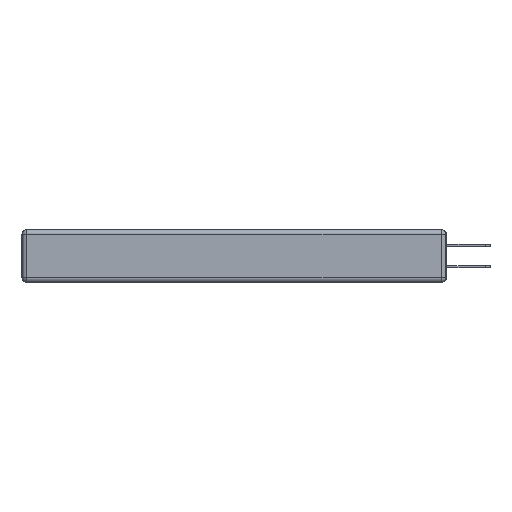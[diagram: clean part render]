
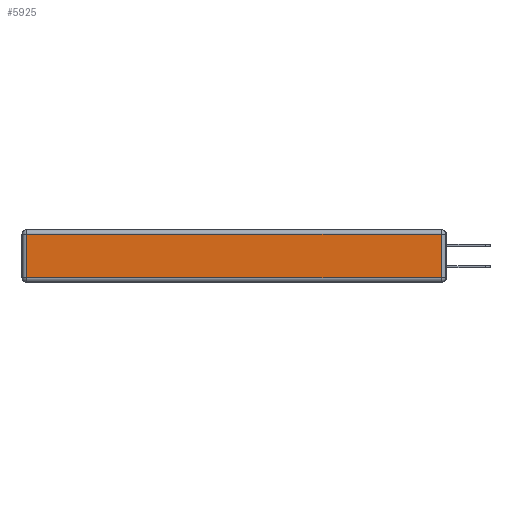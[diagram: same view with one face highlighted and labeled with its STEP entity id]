
A CAD part, left-side view. The second image highlights one B-rep face of the part: STEP entity #5925.
In plain terms, the highlighted planar face has unit normal (-1, 0, 0).
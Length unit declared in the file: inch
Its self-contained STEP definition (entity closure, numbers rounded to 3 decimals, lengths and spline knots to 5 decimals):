
#1135 = CARTESIAN_POINT ( 'NONE',  ( 0., 0.03, -0.313 ) ) ;
#3462 = DIRECTION ( 'NONE',  ( 0., -1., 0. ) ) ;
#4247 = EDGE_CURVE ( 'NONE', #21515, #20134, #16956, .T. ) ;
#4452 = VECTOR ( 'NONE', #24581, 39.37008 ) ;
#5925 = ADVANCED_FACE ( 'NONE', ( #19422 ), #17958, .T. ) ;
#6793 = VECTOR ( 'NONE', #3462, 39.37008 ) ;
#9374 = CARTESIAN_POINT ( 'NONE',  ( 0., 0.03, -0.03 ) ) ;
#9941 = AXIS2_PLACEMENT_3D ( 'NONE', #15394, #20384, #22601 ) ;
#10149 = EDGE_CURVE ( 'NONE', #25300, #24321, #10592, .T. ) ;
#10592 = LINE ( 'NONE', #22264, #4452 ) ;
#11082 = VECTOR ( 'NONE', #13771, 39.37008 ) ;
#11448 = ORIENTED_EDGE ( 'NONE', *, *, #26735, .T. ) ;
#13684 = ORIENTED_EDGE ( 'NONE', *, *, #4247, .T. ) ;
#13771 = DIRECTION ( 'NONE',  ( 0., 0., -1. ) ) ;
#14166 = CARTESIAN_POINT ( 'NONE',  ( 0., 2.72, -0.343 ) ) ;
#15150 = EDGE_LOOP ( 'NONE', ( #13684, #11448, #26431, #20245 ) ) ;
#15383 = EDGE_CURVE ( 'NONE', #24321, #21515, #17259, .T. ) ;
#15394 = CARTESIAN_POINT ( 'NONE',  ( 0., 0., -0.343 ) ) ;
#16956 = LINE ( 'NONE', #29019, #6793 ) ;
#17259 = LINE ( 'NONE', #14166, #11082 ) ;
#17958 = PLANE ( 'NONE',  #9941 ) ;
#18524 = LINE ( 'NONE', #22134, #22142 ) ;
#19422 = FACE_OUTER_BOUND ( 'NONE', #15150, .T. ) ;
#20134 = VERTEX_POINT ( 'NONE', #1135 ) ;
#20245 = ORIENTED_EDGE ( 'NONE', *, *, #15383, .T. ) ;
#20384 = DIRECTION ( 'NONE',  ( -1., 0., 0. ) ) ;
#21515 = VERTEX_POINT ( 'NONE', #21806 ) ;
#21806 = CARTESIAN_POINT ( 'NONE',  ( 0., 2.72, -0.313 ) ) ;
#22134 = CARTESIAN_POINT ( 'NONE',  ( 0., 0.03, -0.343 ) ) ;
#22142 = VECTOR ( 'NONE', #29470, 39.37008 ) ;
#22264 = CARTESIAN_POINT ( 'NONE',  ( 0., 2.75, -0.03 ) ) ;
#22474 = CARTESIAN_POINT ( 'NONE',  ( 0., 2.72, -0.03 ) ) ;
#22601 = DIRECTION ( 'NONE',  ( 0., 0., 1. ) ) ;
#24321 = VERTEX_POINT ( 'NONE', #22474 ) ;
#24581 = DIRECTION ( 'NONE',  ( 0., 1., 0. ) ) ;
#25300 = VERTEX_POINT ( 'NONE', #9374 ) ;
#26431 = ORIENTED_EDGE ( 'NONE', *, *, #10149, .T. ) ;
#26735 = EDGE_CURVE ( 'NONE', #20134, #25300, #18524, .T. ) ;
#29019 = CARTESIAN_POINT ( 'NONE',  ( 0., 0., -0.313 ) ) ;
#29470 = DIRECTION ( 'NONE',  ( 0., 0., 1. ) ) ;
